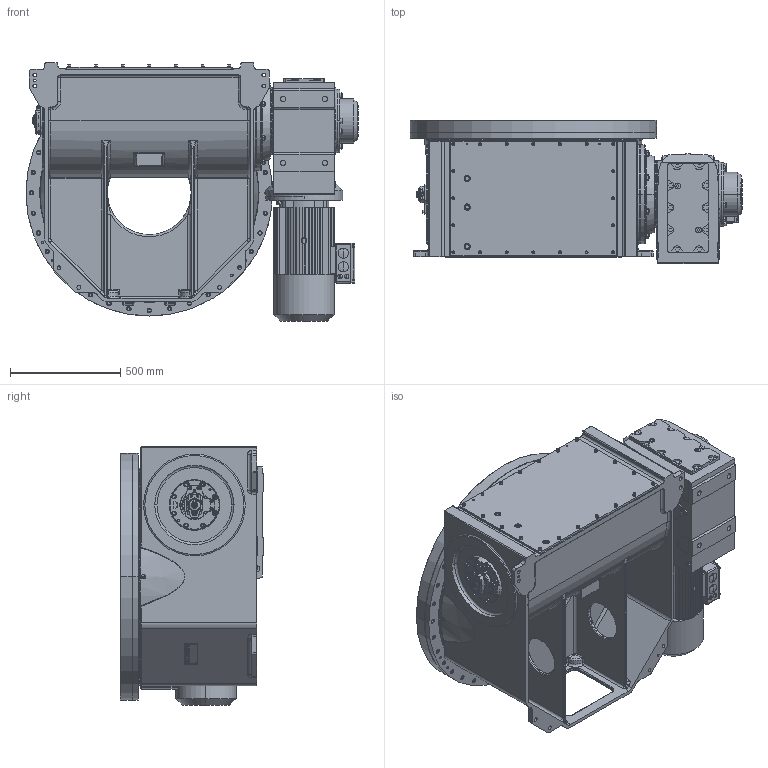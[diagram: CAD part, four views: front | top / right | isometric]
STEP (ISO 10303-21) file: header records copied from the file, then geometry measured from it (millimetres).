
FILE_DESCRIPTION((''),'2;1');
FILE_NAME('A7181','2021-11-22T',('wweis'),('EXPERT Tünkers GmbH'),'PRO/ENGINEER BY PARAMETRIC TECHNOLOGY CORPORATION, 2015280','PRO/ENGINEER BY PARAMETRIC TECHNOLOGY CORPORATION, 2015280','');
FILE_SCHEMA(('AUTOMOTIVE_DESIGN { 1 0 10303 214 1 1 1 1 }'));
Length unit declared in the file: millimetre
Products named in the file (1): A7181
Bounding box: 1508 x 652 x 1173 mm (x, y, z)
Surface area: 9183553.3 mm2 (no closed solid volume)
Topology: 0 solids, 207 shells, 2548 faces, 7654 edges, 5287 vertices
Faces by surface type: plane 1277, cylinder 672, torus 291, cone 165, bspline 92, sphere 50, revolution 1
Entity records: 105170 total; most frequent: CARTESIAN_POINT 27732, DIRECTION 15151, ORIENTED_EDGE 13086, EDGE_CURVE 7606, AXIS2_PLACEMENT_3D 5551, VERTEX_POINT 5287, VECTOR 4048, LINE 4048
